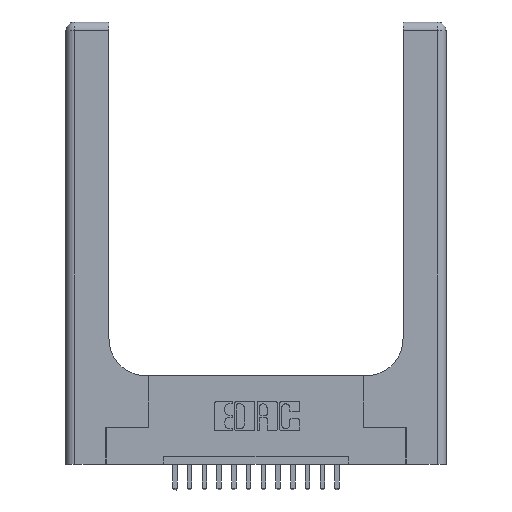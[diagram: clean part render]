
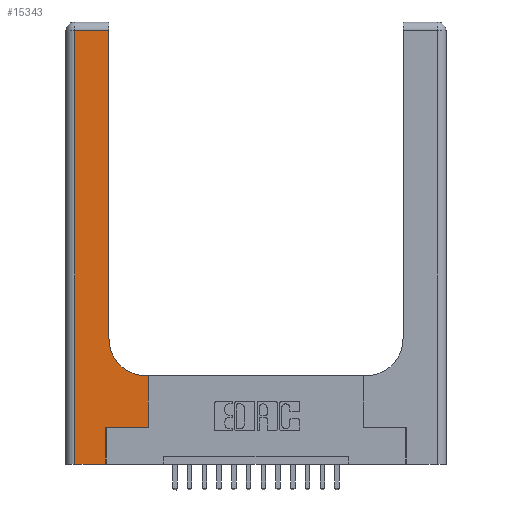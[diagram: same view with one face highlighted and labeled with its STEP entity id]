
A CAD part, top view. The second image highlights one B-rep face of the part: STEP entity #15343.
In plain terms, the highlighted planar face has unit normal (0, 0, 1).
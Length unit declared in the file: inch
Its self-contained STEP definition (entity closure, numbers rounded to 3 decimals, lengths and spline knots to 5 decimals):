
#15 = VECTOR ( 'NONE', #6675, 39.37008 ) ;
#112 = VECTOR ( 'NONE', #8578, 39.37008 ) ;
#301 = ORIENTED_EDGE ( 'NONE', *, *, #12407, .T. ) ;
#398 = CARTESIAN_POINT ( 'NONE',  ( 0.06, 3., 0.37 ) ) ;
#416 = AXIS2_PLACEMENT_3D ( 'NONE', #9162, #9101, #16333 ) ;
#672 = CARTESIAN_POINT ( 'NONE',  ( 0.2915, 0.85, 0.37 ) ) ;
#696 = ORIENTED_EDGE ( 'NONE', *, *, #980, .T. ) ;
#980 = EDGE_CURVE ( 'NONE', #13135, #9219, #9265, .T. ) ;
#1630 = CARTESIAN_POINT ( 'NONE',  ( 0.5585, 0.25, 0.37 ) ) ;
#1924 = VECTOR ( 'NONE', #16230, 39.37008 ) ;
#2028 = DIRECTION ( 'NONE',  ( 1., 0., 0. ) ) ;
#2683 = CARTESIAN_POINT ( 'NONE',  ( 0.269, 0., 0.37 ) ) ;
#2759 = EDGE_CURVE ( 'NONE', #8938, #14869, #16952, .T. ) ;
#3044 = VECTOR ( 'NONE', #14979, 39.37008 ) ;
#3471 = EDGE_CURVE ( 'NONE', #12523, #9978, #4136, .T. ) ;
#3931 = CARTESIAN_POINT ( 'NONE',  ( 0.269, 0., 0.37 ) ) ;
#4136 = CIRCLE ( 'NONE', #14019, 0.25 ) ;
#4267 = VECTOR ( 'NONE', #12681, 39.37008 ) ;
#4523 = ORIENTED_EDGE ( 'NONE', *, *, #10140, .T. ) ;
#4987 = VERTEX_POINT ( 'NONE', #5607 ) ;
#5208 = DIRECTION ( 'NONE',  ( -1., 0., 0. ) ) ;
#5607 = CARTESIAN_POINT ( 'NONE',  ( 0.269, 0.25, 0.37 ) ) ;
#6179 = LINE ( 'NONE', #17702, #3044 ) ;
#6574 = CARTESIAN_POINT ( 'NONE',  ( 0., 0., 0.37 ) ) ;
#6675 = DIRECTION ( 'NONE',  ( -1., 0., 0. ) ) ;
#7224 = LINE ( 'NONE', #398, #17608 ) ;
#7631 = EDGE_CURVE ( 'NONE', #15982, #14375, #10775, .T. ) ;
#7743 = DIRECTION ( 'NONE',  ( 0., 0., -1. ) ) ;
#7908 = CARTESIAN_POINT ( 'NONE',  ( 0.06, 2.94, 0.37 ) ) ;
#8019 = LINE ( 'NONE', #2683, #4267 ) ;
#8170 = EDGE_CURVE ( 'NONE', #14869, #13135, #7224, .T. ) ;
#8578 = DIRECTION ( 'NONE',  ( 0., 1., 0. ) ) ;
#8938 = VERTEX_POINT ( 'NONE', #10291 ) ;
#9101 = DIRECTION ( 'NONE',  ( 0., 0., -1. ) ) ;
#9162 = CARTESIAN_POINT ( 'NONE',  ( 0., 3., 0.37 ) ) ;
#9219 = VERTEX_POINT ( 'NONE', #3931 ) ;
#9265 = LINE ( 'NONE', #6574, #13703 ) ;
#9978 = VERTEX_POINT ( 'NONE', #672 ) ;
#10140 = EDGE_CURVE ( 'NONE', #14375, #12523, #11574, .T. ) ;
#10291 = CARTESIAN_POINT ( 'NONE',  ( 0.2915, 2.94, 0.37 ) ) ;
#10317 = EDGE_CURVE ( 'NONE', #9219, #4987, #8019, .T. ) ;
#10732 = PLANE ( 'NONE',  #416 ) ;
#10746 = CARTESIAN_POINT ( 'NONE',  ( 0.5415, 0.6, 0.37 ) ) ;
#10775 = LINE ( 'NONE', #1630, #112 ) ;
#11270 = ORIENTED_EDGE ( 'NONE', *, *, #2759, .T. ) ;
#11296 = EDGE_CURVE ( 'NONE', #4987, #15982, #6179, .T. ) ;
#11574 = LINE ( 'NONE', #17830, #15 ) ;
#11827 = FACE_OUTER_BOUND ( 'NONE', #15510, .T. ) ;
#11858 = ORIENTED_EDGE ( 'NONE', *, *, #10317, .T. ) ;
#12028 = ORIENTED_EDGE ( 'NONE', *, *, #3471, .T. ) ;
#12407 = EDGE_CURVE ( 'NONE', #9978, #8938, #14329, .T. ) ;
#12523 = VERTEX_POINT ( 'NONE', #10746 ) ;
#12681 = DIRECTION ( 'NONE',  ( 0., 1., 0. ) ) ;
#13059 = DIRECTION ( 'NONE',  ( 0., -1., 0. ) ) ;
#13135 = VERTEX_POINT ( 'NONE', #16985 ) ;
#13305 = CARTESIAN_POINT ( 'NONE',  ( 0.5415, 0.85, 0.37 ) ) ;
#13331 = CARTESIAN_POINT ( 'NONE',  ( 0.2915, 3., 0.37 ) ) ;
#13434 = DIRECTION ( 'NONE',  ( 1., 0., 0. ) ) ;
#13703 = VECTOR ( 'NONE', #13434, 39.37008 ) ;
#13758 = CARTESIAN_POINT ( 'NONE',  ( 0.5585, 0.25, 0.37 ) ) ;
#13824 = ORIENTED_EDGE ( 'NONE', *, *, #7631, .T. ) ;
#14019 = AXIS2_PLACEMENT_3D ( 'NONE', #13305, #7743, #2028 ) ;
#14275 = CARTESIAN_POINT ( 'NONE',  ( 0.5585, 0.6, 0.37 ) ) ;
#14329 = LINE ( 'NONE', #13331, #1924 ) ;
#14375 = VERTEX_POINT ( 'NONE', #14275 ) ;
#14869 = VERTEX_POINT ( 'NONE', #7908 ) ;
#14979 = DIRECTION ( 'NONE',  ( 1., 0., 0. ) ) ;
#15343 = ADVANCED_FACE ( 'NONE', ( #11827 ), #10732, .F. ) ;
#15405 = ORIENTED_EDGE ( 'NONE', *, *, #8170, .T. ) ;
#15510 = EDGE_LOOP ( 'NONE', ( #301, #11270, #15405, #696, #11858, #18080, #13824, #4523, #12028 ) ) ;
#15982 = VERTEX_POINT ( 'NONE', #13758 ) ;
#16230 = DIRECTION ( 'NONE',  ( 0., 1., 0. ) ) ;
#16276 = VECTOR ( 'NONE', #5208, 39.37008 ) ;
#16333 = DIRECTION ( 'NONE',  ( -1., 0., 0. ) ) ;
#16952 = LINE ( 'NONE', #17816, #16276 ) ;
#16985 = CARTESIAN_POINT ( 'NONE',  ( 0.06, 0., 0.37 ) ) ;
#17608 = VECTOR ( 'NONE', #13059, 39.37008 ) ;
#17702 = CARTESIAN_POINT ( 'NONE',  ( 0.269, 0.25, 0.37 ) ) ;
#17816 = CARTESIAN_POINT ( 'NONE',  ( 0., 2.94, 0.37 ) ) ;
#17830 = CARTESIAN_POINT ( 'NONE',  ( 0.2915, 0.6, 0.37 ) ) ;
#18080 = ORIENTED_EDGE ( 'NONE', *, *, #11296, .T. ) ;
